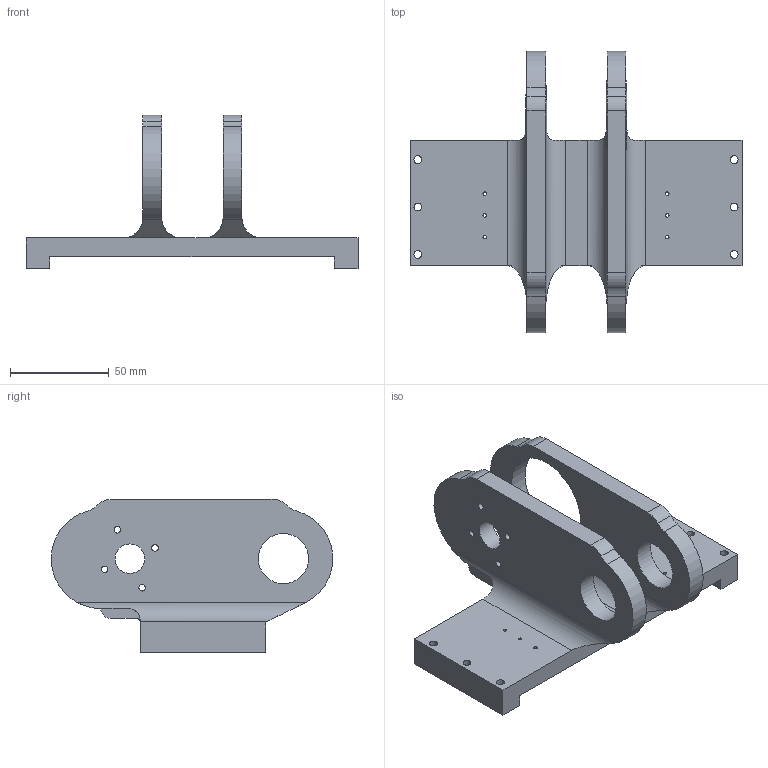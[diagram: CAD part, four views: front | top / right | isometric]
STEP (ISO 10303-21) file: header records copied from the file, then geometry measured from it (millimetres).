
FILE_DESCRIPTION(/* description */ (''),/* implementation_level */ '2;1');
FILE_NAME(/* name */ 'flywheel assembly.step',/* time_stamp */ '2020-02-27T10:38:38-05:00',/* author */ (''),/* organization */ (''),/* preprocessor_version */ 'ST-DEVELOPER v18',/* originating_system */ 'Autodesk Translation Framework v8.12.0.6',/* authorisation */ '');
FILE_SCHEMA (('AUTOMOTIVE_DESIGN { 1 0 10303 214 3 1 1 }'));
Length unit declared in the file: millimetre
Products named in the file (1): FusionComponent
Bounding box: 168 x 142.45 x 77.56 mm (x, y, z)
Volume: 231526.6 mm3; surface area: 60654.2 mm2
Topology: 1 solids, 1 shells, 70 faces, 222 edges, 152 vertices
Faces by surface type: cylinder 44, plane 26
Full cylindrical faces by diameter (mm): 1.755 x6, 3.33 x4, 4 x6, 15 x1, 25.4 x2, 49.5 x1
Entity records: 2739 total; most frequent: CARTESIAN_POINT 571, DIRECTION 456, ORIENTED_EDGE 444, EDGE_CURVE 222, AXIS2_PLACEMENT_3D 177, VERTEX_POINT 152, EDGE_LOOP 108, LINE 102
